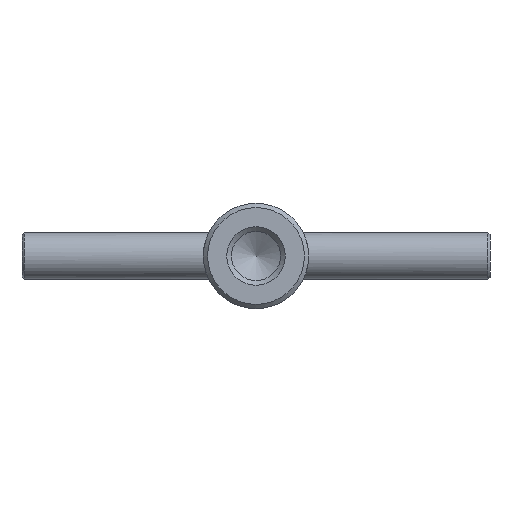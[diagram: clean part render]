
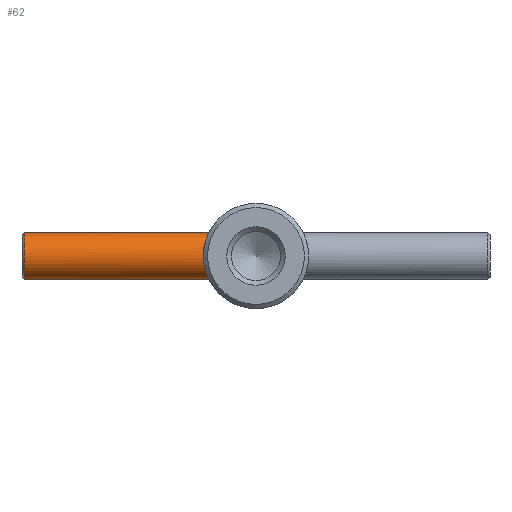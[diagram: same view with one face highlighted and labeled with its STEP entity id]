
A CAD part, front view. The second image highlights one B-rep face of the part: STEP entity #62.
In plain terms, the highlighted cylindrical face has radius 4 mm (diameter 8 mm), a full revolution.
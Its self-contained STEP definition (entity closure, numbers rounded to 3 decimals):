
#62 = ADVANCED_FACE( '', ( #131, #132 ), #133, .T. );
#131 = FACE_OUTER_BOUND( '', #193, .T. );
#132 = FACE_OUTER_BOUND( '', #194, .T. );
#133 = CYLINDRICAL_SURFACE( '', #195, 4. );
#193 = EDGE_LOOP( '', ( #273 ) );
#194 = EDGE_LOOP( '', ( #274 ) );
#195 = AXIS2_PLACEMENT_3D( '', #275, #276, #277 );
#273 = ORIENTED_EDGE( '', *, *, #289, .T. );
#274 = ORIENTED_EDGE( '', *, *, #301, .T. );
#275 = CARTESIAN_POINT( '', ( 40., 52., 0. ) );
#276 = DIRECTION( '', ( -1., 0., 0. ) );
#277 = DIRECTION( '', ( 0., 0., -1. ) );
#289 = EDGE_CURVE( '', #321, #321, #322, .T. );
#301 = EDGE_CURVE( '', #340, #340, #341, .T. );
#321 = VERTEX_POINT( '', #426 );
#322 = B_SPLINE_CURVE_WITH_KNOTS( '', 3, ( #427, #428, #429, #430, #431, #432, #433, #434, #435, #436, #437, #438, #439, #440, #441, #442, #443, #444, #445, #446, #447, #448, #449, #450, #451, #452, #453, #454, #455, #456, #457, #458, #459, #460, #461, #462, #463, #464, #465, #466, #467, #468, #469, #470, #471, #472, #473, #474, #475, #476, #477, #478, #479, #480, #481, #482, #483, #484, #485, #486, #487, #488, #489, #490, #491, #492 ), .UNSPECIFIED., .T., .F., ( 2, 2, 2, 2, 2, 2, 2, 2, 2, 2, 2, 2, 2, 2, 2, 2, 2, 2, 2, 2, 2, 2, 2, 2, 2, 2, 2, 2, 2, 2, 2, 2, 2, 2, 2 ), ( -0.001, 0., 0.001, 0.002, 0.002, 0.003, 0.004, 0.005, 0.006, 0.006, 0.007, 0.008, 0.009, 0.009, 0.01, 0.011, 0.012, 0.013, 0.013, 0.014, 0.015, 0.016, 0.017, 0.017, 0.018, 0.019, 0.02, 0.021, 0.021, 0.022, 0.023, 0.024, 0.025, 0.025, 0.026 ), .UNSPECIFIED. );
#340 = VERTEX_POINT( '', #510 );
#341 = CIRCLE( '', #511, 4. );
#426 = CARTESIAN_POINT( '', ( -8.062, 52., -4. ) );
#427 = CARTESIAN_POINT( '', ( -8.062, 52.268, -4. ) );
#428 = CARTESIAN_POINT( '', ( -8.062, 51.732, -4. ) );
#429 = CARTESIAN_POINT( '', ( -8.076, 51.469, -3.973 ) );
#430 = CARTESIAN_POINT( '', ( -8.126, 50.954, -3.87 ) );
#431 = CARTESIAN_POINT( '', ( -8.163, 50.698, -3.791 ) );
#432 = CARTESIAN_POINT( '', ( -8.254, 50.216, -3.59 ) );
#433 = CARTESIAN_POINT( '', ( -8.307, 49.988, -3.467 ) );
#434 = CARTESIAN_POINT( '', ( -8.422, 49.556, -3.177 ) );
#435 = CARTESIAN_POINT( '', ( -8.483, 49.355, -3.012 ) );
#436 = CARTESIAN_POINT( '', ( -8.604, 48.991, -2.648 ) );
#437 = CARTESIAN_POINT( '', ( -8.664, 48.826, -2.448 ) );
#438 = CARTESIAN_POINT( '', ( -8.774, 48.535, -2.015 ) );
#439 = CARTESIAN_POINT( '', ( -8.824, 48.412, -1.786 ) );
#440 = CARTESIAN_POINT( '', ( -8.908, 48.21, -1.306 ) );
#441 = CARTESIAN_POINT( '', ( -8.942, 48.131, -1.051 ) );
#442 = CARTESIAN_POINT( '', ( -8.988, 48.027, -0.533 ) );
#443 = CARTESIAN_POINT( '', ( -9., 48., -0.271 ) );
#444 = CARTESIAN_POINT( '', ( -9., 48., 0.259 ) );
#445 = CARTESIAN_POINT( '', ( -8.988, 48.026, 0.528 ) );
#446 = CARTESIAN_POINT( '', ( -8.943, 48.13, 1.044 ) );
#447 = CARTESIAN_POINT( '', ( -8.909, 48.207, 1.297 ) );
#448 = CARTESIAN_POINT( '', ( -8.825, 48.41, 1.784 ) );
#449 = CARTESIAN_POINT( '', ( -8.775, 48.534, 2.013 ) );
#450 = CARTESIAN_POINT( '', ( -8.665, 48.822, 2.443 ) );
#451 = CARTESIAN_POINT( '', ( -8.604, 48.989, 2.646 ) );
#452 = CARTESIAN_POINT( '', ( -8.484, 49.354, 3.011 ) );
#453 = CARTESIAN_POINT( '', ( -8.423, 49.552, 3.174 ) );
#454 = CARTESIAN_POINT( '', ( -8.308, 49.984, 3.464 ) );
#455 = CARTESIAN_POINT( '', ( -8.254, 50.215, 3.589 ) );
#456 = CARTESIAN_POINT( '', ( -8.164, 50.694, 3.79 ) );
#457 = CARTESIAN_POINT( '', ( -8.127, 50.944, 3.867 ) );
#458 = CARTESIAN_POINT( '', ( -8.076, 51.467, 3.973 ) );
#459 = CARTESIAN_POINT( '', ( -8.062, 51.729, 4. ) );
#460 = CARTESIAN_POINT( '', ( -8.062, 52.257, 4. ) );
#461 = CARTESIAN_POINT( '', ( -8.075, 52.525, 3.974 ) );
#462 = CARTESIAN_POINT( '', ( -8.125, 53.044, 3.87 ) );
#463 = CARTESIAN_POINT( '', ( -8.162, 53.294, 3.794 ) );
#464 = CARTESIAN_POINT( '', ( -8.253, 53.779, 3.592 ) );
#465 = CARTESIAN_POINT( '', ( -8.307, 54.011, 3.468 ) );
#466 = CARTESIAN_POINT( '', ( -8.421, 54.44, 3.18 ) );
#467 = CARTESIAN_POINT( '', ( -8.482, 54.642, 3.014 ) );
#468 = CARTESIAN_POINT( '', ( -8.604, 55.009, 2.648 ) );
#469 = CARTESIAN_POINT( '', ( -8.663, 55.173, 2.45 ) );
#470 = CARTESIAN_POINT( '', ( -8.773, 55.462, 2.02 ) );
#471 = CARTESIAN_POINT( '', ( -8.824, 55.588, 1.787 ) );
#472 = CARTESIAN_POINT( '', ( -8.908, 55.79, 1.305 ) );
#473 = CARTESIAN_POINT( '', ( -8.942, 55.867, 1.055 ) );
#474 = CARTESIAN_POINT( '', ( -8.988, 55.973, 0.537 ) );
#475 = CARTESIAN_POINT( '', ( -9., 56., 0.269 ) );
#476 = CARTESIAN_POINT( '', ( -9., 56., -0.259 ) );
#477 = CARTESIAN_POINT( '', ( -8.989, 55.974, -0.524 ) );
#478 = CARTESIAN_POINT( '', ( -8.943, 55.87, -1.047 ) );
#479 = CARTESIAN_POINT( '', ( -8.909, 55.793, -1.298 ) );
#480 = CARTESIAN_POINT( '', ( -8.825, 55.591, -1.781 ) );
#481 = CARTESIAN_POINT( '', ( -8.774, 55.465, -2.014 ) );
#482 = CARTESIAN_POINT( '', ( -8.664, 55.176, -2.445 ) );
#483 = CARTESIAN_POINT( '', ( -8.605, 55.013, -2.644 ) );
#484 = CARTESIAN_POINT( '', ( -8.483, 54.645, -3.012 ) );
#485 = CARTESIAN_POINT( '', ( -8.422, 54.444, -3.177 ) );
#486 = CARTESIAN_POINT( '', ( -8.308, 54.016, -3.464 ) );
#487 = CARTESIAN_POINT( '', ( -8.254, 53.785, -3.589 ) );
#488 = CARTESIAN_POINT( '', ( -8.163, 53.301, -3.792 ) );
#489 = CARTESIAN_POINT( '', ( -8.126, 53.051, -3.868 ) );
#490 = CARTESIAN_POINT( '', ( -8.076, 52.536, -3.973 ) );
#491 = CARTESIAN_POINT( '', ( -8.062, 52.268, -4. ) );
#492 = CARTESIAN_POINT( '', ( -8.062, 51.732, -4. ) );
#510 = CARTESIAN_POINT( '', ( -39.6, 52., -4. ) );
#511 = AXIS2_PLACEMENT_3D( '', #548, #549, #550 );
#548 = CARTESIAN_POINT( '', ( -39.6, 52., 0. ) );
#549 = DIRECTION( '', ( 1., 0., 0. ) );
#550 = DIRECTION( '', ( 0., 0., -1. ) );
